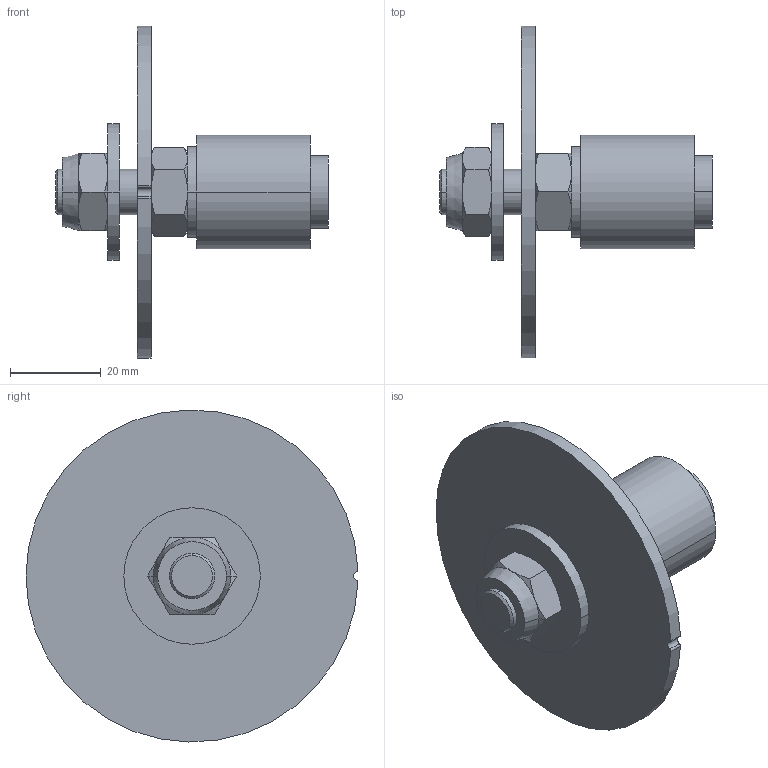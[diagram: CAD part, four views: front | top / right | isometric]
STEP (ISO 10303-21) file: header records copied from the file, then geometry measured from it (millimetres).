
FILE_DESCRIPTION((''),'2;1');
FILE_NAME('178G5919_ASM','2014-01-27T',('U252909'),(''),'PRO/ENGINEER BY PARAMETRIC TECHNOLOGY CORPORATION, 2012070','PRO/ENGINEER BY PARAMETRIC TECHNOLOGY CORPORATION, 2012070','');
FILE_SCHEMA(('CONFIG_CONTROL_DESIGN'));
Length unit declared in the file: millimetre
Products named in the file (9): 178G5803; 178G5802; DIN_912_M10X50; DIN_125_A10_5; DIN_934_M10; 178G5010; DIN_9021_10_5X30X2_5; DIN_985_M10; 178G5919_ASM
Assembly tree (8 placements, depth 2):
  178G5919_ASM
    178G5803
    178G5802
    DIN_912_M10X50
    DIN_125_A10_5
    DIN_934_M10
    178G5010
    DIN_9021_10_5X30X2_5
    DIN_985_M10
Bounding box: 60 x 72.97 x 72.99 mm (x, y, z)
Surface area: 23794.3 mm2 (no closed solid volume)
Topology: 0 solids, 11 shells, 122 faces, 264 edges, 162 vertices
Faces by surface type: cone 44, cylinder 40, plane 38
Entity records: 3770 total; most frequent: CARTESIAN_POINT 883, DIRECTION 620, ORIENTED_EDGE 516, AXIS2_PLACEMENT_3D 265, EDGE_CURVE 264, VERTEX_POINT 162, EDGE_LOOP 140, CIRCLE 126
